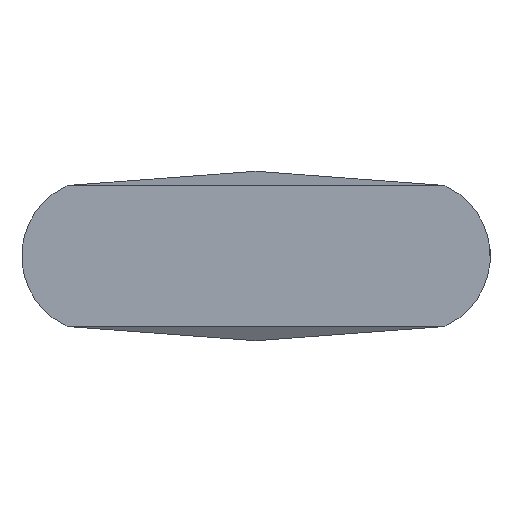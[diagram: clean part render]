
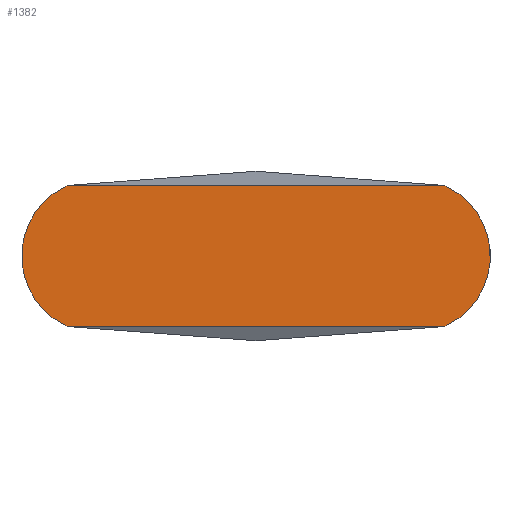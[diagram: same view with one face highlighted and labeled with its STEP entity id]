
A CAD part, front view. The second image highlights one B-rep face of the part: STEP entity #1382.
In plain terms, the highlighted planar face has unit normal (0, -1, 0).
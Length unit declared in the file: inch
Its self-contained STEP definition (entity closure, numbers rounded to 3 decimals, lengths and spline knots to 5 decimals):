
#88 = CARTESIAN_POINT ( 'NONE',  ( -0.99229, -0.18, 0.375 ) ) ;
#104 = ORIENTED_EDGE ( 'NONE', *, *, #1548, .T. ) ;
#139 = DIRECTION ( 'NONE',  ( 0., -1., 0. ) ) ;
#200 = ORIENTED_EDGE ( 'NONE', *, *, #823, .T. ) ;
#229 = EDGE_CURVE ( 'NONE', #425, #4121, #2098, .T. ) ;
#369 = VERTEX_POINT ( 'NONE', #2425 ) ;
#385 = CARTESIAN_POINT ( 'NONE',  ( 0.99229, -0.18, 0.375 ) ) ;
#399 = CARTESIAN_POINT ( 'NONE',  ( 0.9742, -0.18, -0.27665 ) ) ;
#425 = VERTEX_POINT ( 'NONE', #3754 ) ;
#451 = DIRECTION ( 'NONE',  ( 0., -1., 0. ) ) ;
#823 = EDGE_CURVE ( 'NONE', #2206, #425, #1620, .T. ) ;
#834 = ORIENTED_EDGE ( 'NONE', *, *, #3510, .T. ) ;
#848 = ORIENTED_EDGE ( 'NONE', *, *, #3252, .T. ) ;
#899 = VERTEX_POINT ( 'NONE', #88 ) ;
#971 = FACE_OUTER_BOUND ( 'NONE', #1102, .T. ) ;
#1026 = VECTOR ( 'NONE', #3996, 39.37008 ) ;
#1070 = DIRECTION ( 'NONE',  ( 0., 0., -1. ) ) ;
#1102 = EDGE_LOOP ( 'NONE', ( #3713, #834, #200, #4164, #3357, #848, #1610, #104 ) ) ;
#1164 = VERTEX_POINT ( 'NONE', #385 ) ;
#1209 = PLANE ( 'NONE',  #1956 ) ;
#1220 = CARTESIAN_POINT ( 'NONE',  ( -0.83555, -0.18, 0. ) ) ;
#1359 = DIRECTION ( 'NONE',  ( 0., 0., -1. ) ) ;
#1382 = ADVANCED_FACE ( 'NONE', ( #971 ), #1209, .T. ) ;
#1439 = CARTESIAN_POINT ( 'NONE',  ( -0.9742, -0.18, -0.27665 ) ) ;
#1548 = EDGE_CURVE ( 'NONE', #1164, #899, #3024, .T. ) ;
#1579 = EDGE_CURVE ( 'NONE', #899, #369, #1708, .T. ) ;
#1610 = ORIENTED_EDGE ( 'NONE', *, *, #3734, .T. ) ;
#1620 = CIRCLE ( 'NONE', #2105, 0.1 ) ;
#1693 = CARTESIAN_POINT ( 'NONE',  ( 0.99229, -0.18, 0.375 ) ) ;
#1708 = CIRCLE ( 'NONE', #2049, 0.1 ) ;
#1743 = CARTESIAN_POINT ( 'NONE',  ( 0.83555, -0.18, 0. ) ) ;
#1754 = DIRECTION ( 'NONE',  ( 0., 0., -1. ) ) ;
#1851 = AXIS2_PLACEMENT_3D ( 'NONE', #1743, #3394, #1754 ) ;
#1865 = CARTESIAN_POINT ( 'NONE',  ( -0.9742, -0.18, 0.27665 ) ) ;
#1888 = CARTESIAN_POINT ( 'NONE',  ( 1.01901, -0.18, -0.36605 ) ) ;
#1902 = DIRECTION ( 'NONE',  ( 0., 0., -1. ) ) ;
#1932 = AXIS2_PLACEMENT_3D ( 'NONE', #1220, #2948, #2227 ) ;
#1938 = VERTEX_POINT ( 'NONE', #4082 ) ;
#1943 = CARTESIAN_POINT ( 'NONE',  ( -0.99229, -0.18, -0.375 ) ) ;
#1956 = AXIS2_PLACEMENT_3D ( 'NONE', #1865, #3564, #1902 ) ;
#1962 = DIRECTION ( 'NONE',  ( 1., 0., 0. ) ) ;
#1982 = CARTESIAN_POINT ( 'NONE',  ( -1.01901, -0.18, -0.36605 ) ) ;
#2049 = AXIS2_PLACEMENT_3D ( 'NONE', #3027, #3361, #1359 ) ;
#2098 = LINE ( 'NONE', #1943, #3741 ) ;
#2105 = AXIS2_PLACEMENT_3D ( 'NONE', #1439, #139, #2809 ) ;
#2178 = AXIS2_PLACEMENT_3D ( 'NONE', #399, #3694, #1070 ) ;
#2206 = VERTEX_POINT ( 'NONE', #1982 ) ;
#2227 = DIRECTION ( 'NONE',  ( 0., 0., -1. ) ) ;
#2425 = CARTESIAN_POINT ( 'NONE',  ( -1.01901, -0.18, 0.36605 ) ) ;
#2559 = CIRCLE ( 'NONE', #2612, 0.1 ) ;
#2612 = AXIS2_PLACEMENT_3D ( 'NONE', #4090, #451, #3424 ) ;
#2658 = CIRCLE ( 'NONE', #1932, 0.40945 ) ;
#2800 = VERTEX_POINT ( 'NONE', #1888 ) ;
#2809 = DIRECTION ( 'NONE',  ( 0., 0., -1. ) ) ;
#2948 = DIRECTION ( 'NONE',  ( 0., -1., 0. ) ) ;
#2955 = CARTESIAN_POINT ( 'NONE',  ( 0.99229, -0.18, -0.375 ) ) ;
#3024 = LINE ( 'NONE', #1693, #1026 ) ;
#3027 = CARTESIAN_POINT ( 'NONE',  ( -0.9742, -0.18, 0.27665 ) ) ;
#3252 = EDGE_CURVE ( 'NONE', #2800, #1938, #3479, .T. ) ;
#3357 = ORIENTED_EDGE ( 'NONE', *, *, #3635, .T. ) ;
#3361 = DIRECTION ( 'NONE',  ( 0., -1., 0. ) ) ;
#3394 = DIRECTION ( 'NONE',  ( 0., -1., 0. ) ) ;
#3424 = DIRECTION ( 'NONE',  ( 0., 0., -1. ) ) ;
#3479 = CIRCLE ( 'NONE', #1851, 0.40945 ) ;
#3510 = EDGE_CURVE ( 'NONE', #369, #2206, #2658, .T. ) ;
#3564 = DIRECTION ( 'NONE',  ( 0., -1., 0. ) ) ;
#3635 = EDGE_CURVE ( 'NONE', #4121, #2800, #3648, .T. ) ;
#3648 = CIRCLE ( 'NONE', #2178, 0.1 ) ;
#3694 = DIRECTION ( 'NONE',  ( 0., -1., 0. ) ) ;
#3713 = ORIENTED_EDGE ( 'NONE', *, *, #1579, .T. ) ;
#3734 = EDGE_CURVE ( 'NONE', #1938, #1164, #2559, .T. ) ;
#3741 = VECTOR ( 'NONE', #1962, 39.37008 ) ;
#3754 = CARTESIAN_POINT ( 'NONE',  ( -0.99229, -0.18, -0.375 ) ) ;
#3996 = DIRECTION ( 'NONE',  ( -1., 0., 0. ) ) ;
#4082 = CARTESIAN_POINT ( 'NONE',  ( 1.01901, -0.18, 0.36605 ) ) ;
#4090 = CARTESIAN_POINT ( 'NONE',  ( 0.9742, -0.18, 0.27665 ) ) ;
#4121 = VERTEX_POINT ( 'NONE', #2955 ) ;
#4164 = ORIENTED_EDGE ( 'NONE', *, *, #229, .T. ) ;
